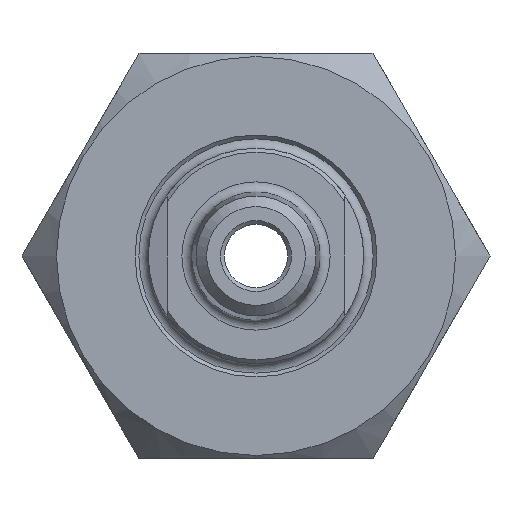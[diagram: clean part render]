
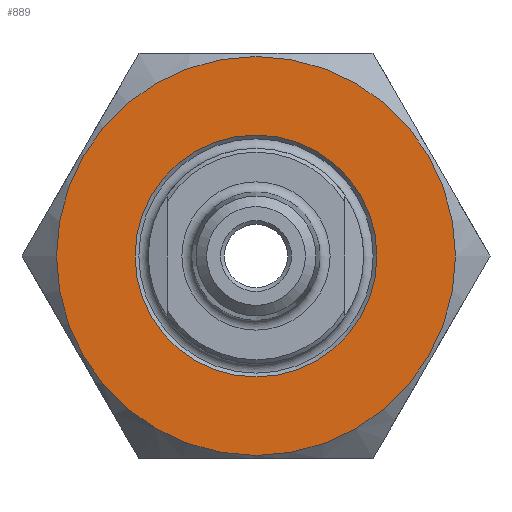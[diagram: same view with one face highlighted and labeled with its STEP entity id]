
A CAD part, left-side view. The second image highlights one B-rep face of the part: STEP entity #889.
In plain terms, the highlighted planar face has unit normal (-1, 0, 0).
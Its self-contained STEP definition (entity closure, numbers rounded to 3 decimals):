
#46=FACE_BOUND('',#150,.T.);
#62=PLANE('',#1029);
#92=FACE_OUTER_BOUND('',#149,.T.);
#149=EDGE_LOOP('',(#647));
#150=EDGE_LOOP('',(#648));
#319=CIRCLE('',#1010,15.75);
#326=CIRCLE('',#1024,9.55);
#393=VERTEX_POINT('',#1488);
#399=VERTEX_POINT('',#1514);
#480=EDGE_CURVE('',#393,#393,#319,.T.);
#492=EDGE_CURVE('',#399,#399,#326,.T.);
#647=ORIENTED_EDGE('',*,*,#480,.T.);
#648=ORIENTED_EDGE('',*,*,#492,.F.);
#889=ADVANCED_FACE('',(#92,#46),#62,.T.);
#1010=AXIS2_PLACEMENT_3D('',#1490,#1144,#1145);
#1024=AXIS2_PLACEMENT_3D('',#1515,#1177,#1178);
#1029=AXIS2_PLACEMENT_3D('',#1525,#1189,#1190);
#1144=DIRECTION('center_axis',(-1.,0.,0.));
#1145=DIRECTION('ref_axis',(0.,1.,0.));
#1177=DIRECTION('center_axis',(-1.,0.,0.));
#1178=DIRECTION('ref_axis',(0.,0.,-1.));
#1189=DIRECTION('center_axis',(-1.,0.,0.));
#1190=DIRECTION('ref_axis',(0.,0.,1.));
#1488=CARTESIAN_POINT('',(-13.5,-15.75,0.));
#1490=CARTESIAN_POINT('Origin',(-13.5,0.,0.));
#1514=CARTESIAN_POINT('',(-13.5,0.,9.55));
#1515=CARTESIAN_POINT('Origin',(-13.5,0.,0.));
#1525=CARTESIAN_POINT('Origin',(-13.5,0.,0.));
